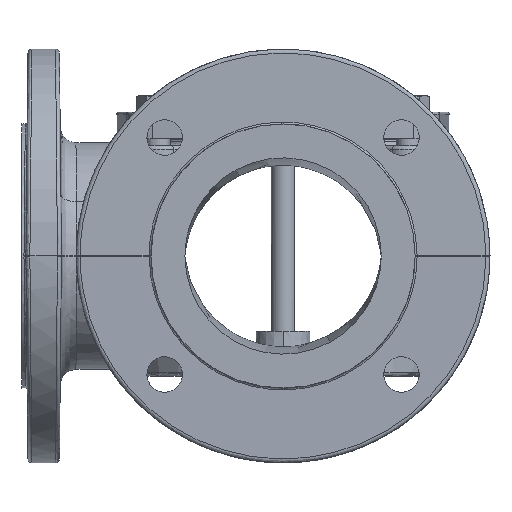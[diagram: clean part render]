
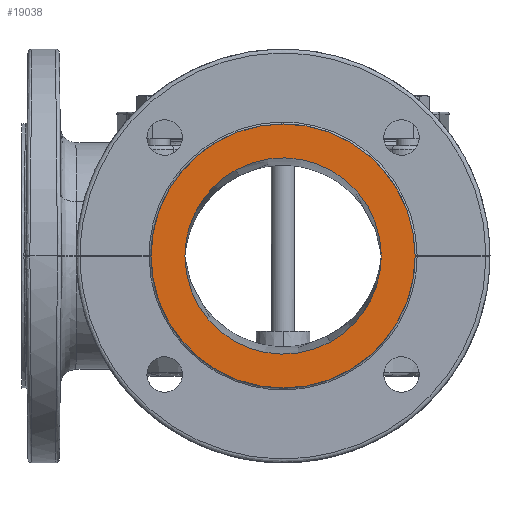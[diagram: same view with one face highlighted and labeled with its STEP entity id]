
A CAD part, left-side view. The second image highlights one B-rep face of the part: STEP entity #19038.
In plain terms, the highlighted planar face has unit normal (-1, 0, 0).
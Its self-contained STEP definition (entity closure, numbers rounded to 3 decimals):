
#800=CARTESIAN_POINT('Axis2P3D Location',(-132.5,0.,4.)) ;
#804=CARTESIAN_POINT('Vertex',(-132.5,49.798,-0.495)) ;
#806=CARTESIAN_POINT('Vertex',(-132.5,49.84,0.)) ;
#840=CARTESIAN_POINT('Axis2P3D Location',(-132.5,0.,0.)) ;
#844=CARTESIAN_POINT('Vertex',(-132.5,23.875,43.704)) ;
#846=CARTESIAN_POINT('Vertex',(-132.5,-49.798,0.495)) ;
#1090=CARTESIAN_POINT('Axis2P3D Location',(-132.5,0.,-4.)) ;
#1094=CARTESIAN_POINT('Vertex',(-132.5,-49.84,0.)) ;
#1153=CARTESIAN_POINT('Axis2P3D Location',(-132.5,0.,0.)) ;
#1157=CARTESIAN_POINT('Vertex',(-132.5,49.798,0.495)) ;
#2355=CARTESIAN_POINT('Axis2P3D Location',(-132.5,0.,0.)) ;
#2359=CARTESIAN_POINT('Vertex',(-132.5,-49.798,-0.495)) ;
#2361=CARTESIAN_POINT('Vertex',(-132.5,-23.875,-43.704)) ;
#15400=CARTESIAN_POINT('Vertex',(-132.5,67.,0.)) ;
#15407=CARTESIAN_POINT('Vertex',(-132.5,-67.,0.)) ;
#15410=CARTESIAN_POINT('Axis2P3D Location',(-132.5,0.,0.)) ;
#15422=CARTESIAN_POINT('Axis2P3D Location',(-132.5,0.,0.)) ;
#19004=CARTESIAN_POINT('Axis2P3D Location',(-132.5,0.,0.)) ;
#19013=CARTESIAN_POINT('Axis2P3D Location',(-132.5,0.,4.)) ;
#19018=CARTESIAN_POINT('Axis2P3D Location',(-132.5,0.,0.)) ;
#19023=CARTESIAN_POINT('Axis2P3D Location',(-132.5,0.,-4.)) ;
#801=DIRECTION('Axis2P3D Direction',(1.,0.,0.)) ;
#841=DIRECTION('Axis2P3D Direction',(-1.,0.,0.)) ;
#1091=DIRECTION('Axis2P3D Direction',(1.,0.,0.)) ;
#1154=DIRECTION('Axis2P3D Direction',(-1.,0.,0.)) ;
#2356=DIRECTION('Axis2P3D Direction',(-1.,0.,0.)) ;
#15411=DIRECTION('Axis2P3D Direction',(-1.,0.,0.)) ;
#15423=DIRECTION('Axis2P3D Direction',(-1.,0.,0.)) ;
#19005=DIRECTION('Axis2P3D Direction',(1.,0.,0.)) ;
#19006=DIRECTION('Axis2P3D XDirection',(0.,1.,0.)) ;
#19014=DIRECTION('Axis2P3D Direction',(1.,0.,0.)) ;
#19019=DIRECTION('Axis2P3D Direction',(1.,0.,0.)) ;
#19024=DIRECTION('Axis2P3D Direction',(1.,0.,0.)) ;
#802=AXIS2_PLACEMENT_3D('Circle Axis2P3D',#800,#801,$) ;
#842=AXIS2_PLACEMENT_3D('Circle Axis2P3D',#840,#841,$) ;
#1092=AXIS2_PLACEMENT_3D('Circle Axis2P3D',#1090,#1091,$) ;
#1155=AXIS2_PLACEMENT_3D('Circle Axis2P3D',#1153,#1154,$) ;
#2357=AXIS2_PLACEMENT_3D('Circle Axis2P3D',#2355,#2356,$) ;
#15412=AXIS2_PLACEMENT_3D('Circle Axis2P3D',#15410,#15411,$) ;
#15424=AXIS2_PLACEMENT_3D('Circle Axis2P3D',#15422,#15423,$) ;
#19007=AXIS2_PLACEMENT_3D('Plane Axis2P3D',#19004,#19005,#19006) ;
#19015=AXIS2_PLACEMENT_3D('Circle Axis2P3D',#19013,#19014,$) ;
#19020=AXIS2_PLACEMENT_3D('Circle Axis2P3D',#19018,#19019,$) ;
#19025=AXIS2_PLACEMENT_3D('Circle Axis2P3D',#19023,#19024,$) ;
#19010=ORIENTED_EDGE('',*,*,#15414,.F.) ;
#19011=ORIENTED_EDGE('',*,*,#15426,.F.) ;
#19029=ORIENTED_EDGE('',*,*,#19017,.T.) ;
#19030=ORIENTED_EDGE('',*,*,#2363,.T.) ;
#19031=ORIENTED_EDGE('',*,*,#19022,.T.) ;
#19032=ORIENTED_EDGE('',*,*,#808,.T.) ;
#19033=ORIENTED_EDGE('',*,*,#19027,.T.) ;
#19034=ORIENTED_EDGE('',*,*,#1159,.T.) ;
#19035=ORIENTED_EDGE('',*,*,#848,.T.) ;
#19036=ORIENTED_EDGE('',*,*,#1096,.T.) ;
#19037=FACE_BOUND('',#19028,.T.) ;
#19038=ADVANCED_FACE('Body.2',(#19012,#19037),#19008,.F.) ;
#803=CIRCLE('generated circle',#802,50.) ;
#843=CIRCLE('generated circle',#842,49.8) ;
#1093=CIRCLE('generated circle',#1092,50.) ;
#1156=CIRCLE('generated circle',#1155,49.8) ;
#2358=CIRCLE('generated circle',#2357,49.8) ;
#15413=CIRCLE('generated circle',#15412,67.) ;
#15425=CIRCLE('generated circle',#15424,67.) ;
#19016=CIRCLE('generated circle',#19015,50.) ;
#19021=CIRCLE('generated circle',#19020,49.8) ;
#19026=CIRCLE('generated circle',#19025,50.) ;
#808=EDGE_CURVE('',#805,#807,#803,.T.) ;
#848=EDGE_CURVE('',#845,#847,#843,.F.) ;
#1096=EDGE_CURVE('',#847,#1095,#1093,.T.) ;
#1159=EDGE_CURVE('',#1158,#845,#1156,.F.) ;
#2363=EDGE_CURVE('',#2360,#2362,#2358,.F.) ;
#15414=EDGE_CURVE('',#15408,#15401,#15413,.F.) ;
#15426=EDGE_CURVE('',#15401,#15408,#15425,.F.) ;
#19017=EDGE_CURVE('',#1095,#2360,#19016,.T.) ;
#19022=EDGE_CURVE('',#2362,#805,#19021,.T.) ;
#19027=EDGE_CURVE('',#807,#1158,#19026,.T.) ;
#19009=EDGE_LOOP('',(#19010,#19011)) ;
#19028=EDGE_LOOP('',(#19029,#19030,#19031,#19032,#19033,#19034,#19035,#19036)) ;
#19012=FACE_OUTER_BOUND('',#19009,.T.) ;
#19008=PLANE('',#19007) ;
#805=VERTEX_POINT('',#804) ;
#807=VERTEX_POINT('',#806) ;
#845=VERTEX_POINT('',#844) ;
#847=VERTEX_POINT('',#846) ;
#1095=VERTEX_POINT('',#1094) ;
#1158=VERTEX_POINT('',#1157) ;
#2360=VERTEX_POINT('',#2359) ;
#2362=VERTEX_POINT('',#2361) ;
#15401=VERTEX_POINT('',#15400) ;
#15408=VERTEX_POINT('',#15407) ;
